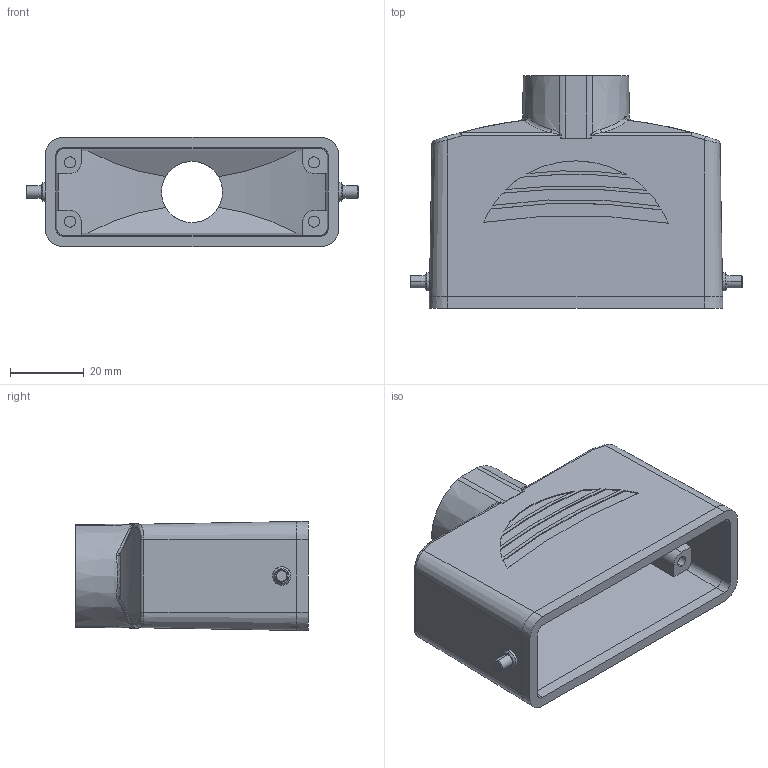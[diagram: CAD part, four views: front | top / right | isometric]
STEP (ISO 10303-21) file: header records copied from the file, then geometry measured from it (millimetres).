
FILE_DESCRIPTION (( 'STEP AP214' ), '1' );
FILE_NAME ('ZP-MC16A-2-STE16M.step', '2015-08-12T18:09:35', ( '' ), ( '' ), 'SwSTEP 2.0', 'SolidWorks 2014', '' );
FILE_SCHEMA (( 'AUTOMOTIVE_DESIGN' ));
Length unit declared in the file: millimetre
Products named in the file (1): ZP-MC16A-2-STE16M
Bounding box: 89.85 x 63 x 29.6 mm (x, y, z)
Volume: 38242.3 mm3; surface area: 25951.7 mm2
Topology: 1 solids, 1 shells, 216 faces, 527 edges, 330 vertices
Faces by surface type: cylinder 87, plane 58, bspline 41, cone 26, sphere 4
Entity records: 10614 total; most frequent: CARTESIAN_POINT 4106, ORIENTED_EDGE 1054, DIRECTION 906, EDGE_CURVE 527, AXIS2_PLACEMENT_3D 359, VERTEX_POINT 330, EDGE_LOOP 235, FACE_OUTER_BOUND 216
